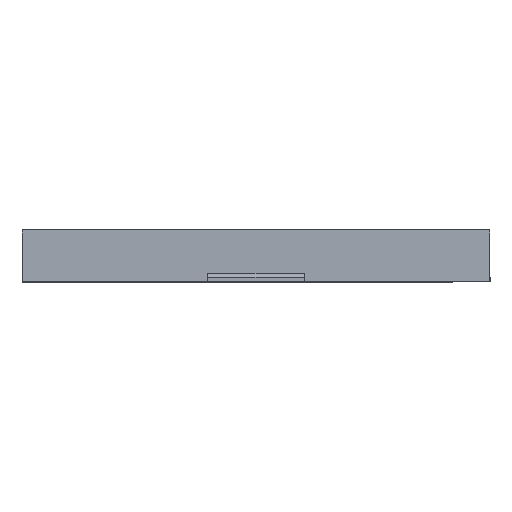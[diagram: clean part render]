
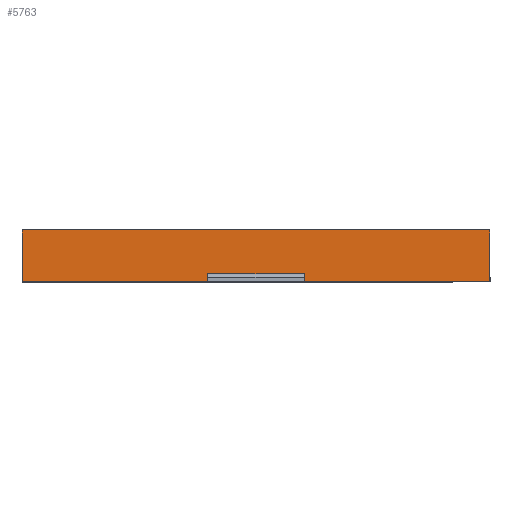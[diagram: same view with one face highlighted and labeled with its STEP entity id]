
A CAD part, top view. The second image highlights one B-rep face of the part: STEP entity #5763.
In plain terms, the highlighted planar face has unit normal (0, 0, 1).
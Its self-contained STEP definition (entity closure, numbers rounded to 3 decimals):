
#227 = EDGE_CURVE ( 'NONE', #10112, #1786, #6304, .T. ) ;
#272 = FACE_OUTER_BOUND ( 'NONE', #4845, .T. ) ;
#357 = EDGE_CURVE ( 'NONE', #4934, #8904, #1674, .T. ) ;
#594 = EDGE_CURVE ( 'NONE', #1786, #9726, #8433, .T. ) ;
#647 = CARTESIAN_POINT ( 'NONE',  ( 6.15, 1.35, 5. ) ) ;
#826 = VECTOR ( 'NONE', #8504, 1000. ) ;
#937 = DIRECTION ( 'NONE',  ( 0., 1., 0. ) ) ;
#986 = DIRECTION ( 'NONE',  ( 0., 0., -1. ) ) ;
#1098 = CARTESIAN_POINT ( 'NONE',  ( -1.27, 1.35, 5. ) ) ;
#1107 = ORIENTED_EDGE ( 'NONE', *, *, #6081, .T. ) ;
#1287 = CARTESIAN_POINT ( 'NONE',  ( 1.27, 0.027, 5. ) ) ;
#1309 = CARTESIAN_POINT ( 'NONE',  ( 1.27, 0.2, 5. ) ) ;
#1403 = AXIS2_PLACEMENT_3D ( 'NONE', #7296, #986, #8013 ) ;
#1441 = DIRECTION ( 'NONE',  ( 0., -1., 0. ) ) ;
#1541 = LINE ( 'NONE', #5391, #6992 ) ;
#1620 = ORIENTED_EDGE ( 'NONE', *, *, #357, .T. ) ;
#1674 = LINE ( 'NONE', #6402, #4418 ) ;
#1786 = VERTEX_POINT ( 'NONE', #6858 ) ;
#1811 = ORIENTED_EDGE ( 'NONE', *, *, #7484, .T. ) ;
#1846 = ORIENTED_EDGE ( 'NONE', *, *, #2920, .F. ) ;
#1958 = PLANE ( 'NONE',  #1403 ) ;
#2256 = LINE ( 'NONE', #5272, #4391 ) ;
#2300 = CARTESIAN_POINT ( 'NONE',  ( -6.15, 1.35, 5. ) ) ;
#2315 = DIRECTION ( 'NONE',  ( 1., 0., 0. ) ) ;
#2487 = VERTEX_POINT ( 'NONE', #9449 ) ;
#2920 = EDGE_CURVE ( 'NONE', #4934, #7844, #5578, .T. ) ;
#2996 = DIRECTION ( 'NONE',  ( 0., -1., 0. ) ) ;
#3268 = CARTESIAN_POINT ( 'NONE',  ( -1.25, 0., 5. ) ) ;
#3313 = ORIENTED_EDGE ( 'NONE', *, *, #227, .F. ) ;
#3457 = ORIENTED_EDGE ( 'NONE', *, *, #6806, .F. ) ;
#3714 = VERTEX_POINT ( 'NONE', #3268 ) ;
#3933 = CARTESIAN_POINT ( 'NONE',  ( -1.25, 0.027, 5. ) ) ;
#3948 = VERTEX_POINT ( 'NONE', #3933 ) ;
#3966 = CARTESIAN_POINT ( 'NONE',  ( 1.27, 0.027, 5. ) ) ;
#4191 = VECTOR ( 'NONE', #4304, 1000. ) ;
#4217 = DIRECTION ( 'NONE',  ( 0., 1., 0. ) ) ;
#4304 = DIRECTION ( 'NONE',  ( 1., 0., 0. ) ) ;
#4391 = VECTOR ( 'NONE', #9346, 1000. ) ;
#4418 = VECTOR ( 'NONE', #9645, 1000. ) ;
#4530 = VECTOR ( 'NONE', #937, 1000. ) ;
#4531 = VECTOR ( 'NONE', #1441, 1000. ) ;
#4748 = CARTESIAN_POINT ( 'NONE',  ( 1.27, 0.027, 5. ) ) ;
#4845 = EDGE_LOOP ( 'NONE', ( #1846, #1620, #1811, #5871, #3313, #7230, #1107, #8856, #10137, #8878, #6538, #3457 ) ) ;
#4929 = EDGE_CURVE ( 'NONE', #6766, #3948, #8310, .T. ) ;
#4934 = VERTEX_POINT ( 'NONE', #5331 ) ;
#5105 = EDGE_CURVE ( 'NONE', #10112, #2487, #9646, .T. ) ;
#5199 = VECTOR ( 'NONE', #9802, 1000. ) ;
#5272 = CARTESIAN_POINT ( 'NONE',  ( -1.25, 0.19, 5. ) ) ;
#5300 = DIRECTION ( 'NONE',  ( -1., 0., 0. ) ) ;
#5311 = VECTOR ( 'NONE', #8083, 1000. ) ;
#5331 = CARTESIAN_POINT ( 'NONE',  ( 1.25, 0.027, 5. ) ) ;
#5391 = CARTESIAN_POINT ( 'NONE',  ( -6.15, 0., 5. ) ) ;
#5478 = EDGE_CURVE ( 'NONE', #6766, #6206, #8120, .T. ) ;
#5575 = CARTESIAN_POINT ( 'NONE',  ( -6.15, 1.35, 5. ) ) ;
#5578 = LINE ( 'NONE', #4748, #5311 ) ;
#5738 = CARTESIAN_POINT ( 'NONE',  ( -6.15, 1.35, 5. ) ) ;
#5763 = ADVANCED_FACE ( 'NONE', ( #272 ), #1958, .F. ) ;
#5871 = ORIENTED_EDGE ( 'NONE', *, *, #594, .F. ) ;
#5974 = LINE ( 'NONE', #1309, #10158 ) ;
#6081 = EDGE_CURVE ( 'NONE', #2487, #3714, #1541, .T. ) ;
#6206 = VERTEX_POINT ( 'NONE', #6414 ) ;
#6304 = LINE ( 'NONE', #2300, #826 ) ;
#6402 = CARTESIAN_POINT ( 'NONE',  ( 1.25, 0.19, 5. ) ) ;
#6414 = CARTESIAN_POINT ( 'NONE',  ( -1.27, 0.2, 5. ) ) ;
#6443 = CARTESIAN_POINT ( 'NONE',  ( 1.27, 0.2, 5. ) ) ;
#6538 = ORIENTED_EDGE ( 'NONE', *, *, #9224, .F. ) ;
#6620 = LINE ( 'NONE', #6675, #5199 ) ;
#6675 = CARTESIAN_POINT ( 'NONE',  ( -6.15, 0., 5. ) ) ;
#6766 = VERTEX_POINT ( 'NONE', #6796 ) ;
#6796 = CARTESIAN_POINT ( 'NONE',  ( -1.27, 0.027, 5. ) ) ;
#6806 = EDGE_CURVE ( 'NONE', #7844, #7834, #7048, .T. ) ;
#6858 = CARTESIAN_POINT ( 'NONE',  ( 6.15, 1.35, 5. ) ) ;
#6992 = VECTOR ( 'NONE', #2315, 1000. ) ;
#7041 = CARTESIAN_POINT ( 'NONE',  ( 6.15, 0., 5. ) ) ;
#7048 = LINE ( 'NONE', #7958, #4530 ) ;
#7230 = ORIENTED_EDGE ( 'NONE', *, *, #5105, .T. ) ;
#7296 = CARTESIAN_POINT ( 'NONE',  ( -6.15, 1.35, 5. ) ) ;
#7484 = EDGE_CURVE ( 'NONE', #8904, #9726, #6620, .T. ) ;
#7834 = VERTEX_POINT ( 'NONE', #6443 ) ;
#7844 = VERTEX_POINT ( 'NONE', #3966 ) ;
#7958 = CARTESIAN_POINT ( 'NONE',  ( 1.27, 1.35, 5. ) ) ;
#8013 = DIRECTION ( 'NONE',  ( -1., 0., 0. ) ) ;
#8083 = DIRECTION ( 'NONE',  ( 1., 0., 0. ) ) ;
#8120 = LINE ( 'NONE', #1098, #8773 ) ;
#8310 = LINE ( 'NONE', #1287, #4191 ) ;
#8433 = LINE ( 'NONE', #647, #10025 ) ;
#8456 = EDGE_CURVE ( 'NONE', #3948, #3714, #2256, .T. ) ;
#8504 = DIRECTION ( 'NONE',  ( 1., 0., 0. ) ) ;
#8773 = VECTOR ( 'NONE', #4217, 1000. ) ;
#8856 = ORIENTED_EDGE ( 'NONE', *, *, #8456, .F. ) ;
#8878 = ORIENTED_EDGE ( 'NONE', *, *, #5478, .T. ) ;
#8904 = VERTEX_POINT ( 'NONE', #9945 ) ;
#9224 = EDGE_CURVE ( 'NONE', #7834, #6206, #5974, .T. ) ;
#9346 = DIRECTION ( 'NONE',  ( 0., -1., 0. ) ) ;
#9449 = CARTESIAN_POINT ( 'NONE',  ( -6.15, 0., 5. ) ) ;
#9645 = DIRECTION ( 'NONE',  ( 0., -1., 0. ) ) ;
#9646 = LINE ( 'NONE', #5738, #4531 ) ;
#9726 = VERTEX_POINT ( 'NONE', #7041 ) ;
#9802 = DIRECTION ( 'NONE',  ( 1., 0., 0. ) ) ;
#9945 = CARTESIAN_POINT ( 'NONE',  ( 1.25, 0., 5. ) ) ;
#10025 = VECTOR ( 'NONE', #2996, 1000. ) ;
#10112 = VERTEX_POINT ( 'NONE', #5575 ) ;
#10137 = ORIENTED_EDGE ( 'NONE', *, *, #4929, .F. ) ;
#10158 = VECTOR ( 'NONE', #5300, 1000. ) ;
